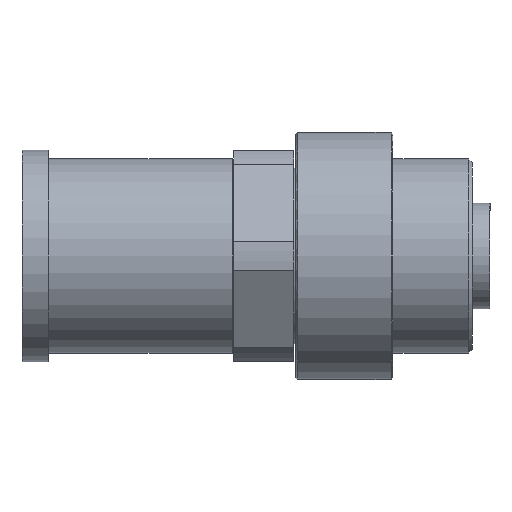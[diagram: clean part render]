
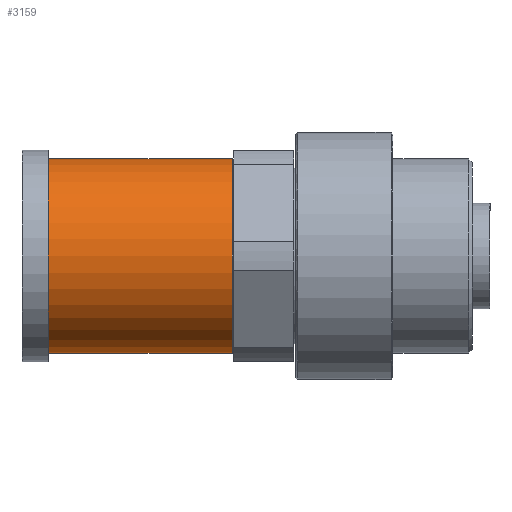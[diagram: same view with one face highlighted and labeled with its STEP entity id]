
A CAD part, left-side view. The second image highlights one B-rep face of the part: STEP entity #3159.
In plain terms, the highlighted cylindrical face has radius 5.5 mm (diameter 11 mm), a partial arc.
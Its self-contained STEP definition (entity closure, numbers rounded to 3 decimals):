
#49=CARTESIAN_POINT('',(0.0,14.6,5.5));
#50=VERTEX_POINT('',#49);
#51=CARTESIAN_POINT('',(0.,20.5,5.5));
#52=VERTEX_POINT('',#51);
#53=CARTESIAN_POINT('',(0.0,14.6,5.5));
#54=DIRECTION('',(0.0,1.0,0.0));
#55=VECTOR('',#54,5.9);
#56=LINE('',#53,#55);
#57=EDGE_CURVE('',#50,#52,#56,.T.);
#59=CARTESIAN_POINT('',(0.,14.6,-5.5));
#60=VERTEX_POINT('',#59);
#68=CARTESIAN_POINT('',(0.,20.5,-5.5));
#69=VERTEX_POINT('',#68);
#70=CARTESIAN_POINT('',(0.,20.5,-5.5));
#71=DIRECTION('',(0.0,-1.0,0.0));
#72=VECTOR('',#71,5.9);
#73=LINE('',#70,#72);
#74=EDGE_CURVE('',#69,#60,#73,.T.);
#100=CARTESIAN_POINT('',(0.,25.0,-5.5));
#101=VERTEX_POINT('',#100);
#102=CARTESIAN_POINT('',(0.,25.0,-5.5));
#103=DIRECTION('',(0.0,-1.0,0.0));
#104=VECTOR('',#103,4.5);
#105=LINE('',#102,#104);
#106=EDGE_CURVE('',#101,#69,#105,.T.);
#132=CARTESIAN_POINT('',(0.,25.0,5.5));
#133=VERTEX_POINT('',#132);
#134=CARTESIAN_POINT('',(0.,20.5,5.5));
#135=DIRECTION('',(0.0,1.0,0.0));
#136=VECTOR('',#135,4.5);
#137=LINE('',#134,#136);
#138=EDGE_CURVE('',#52,#133,#137,.T.);
#2801=CARTESIAN_POINT('',(0.0,25.0,0.));
#2802=DIRECTION('',(0.0,1.0,0.0));
#2803=DIRECTION('',(0.0,0.0,1.0));
#2804=AXIS2_PLACEMENT_3D('',#2801,#2802,#2803);
#2805=CIRCLE('',#2804,5.5);
#2806=EDGE_CURVE('',#101,#133,#2805,.T.);
#3132=CARTESIAN_POINT('',(0.0,14.6,0.));
#3133=DIRECTION('',(0.0,1.0,0.0));
#3134=DIRECTION('',(0.0,0.0,1.0));
#3135=AXIS2_PLACEMENT_3D('',#3132,#3133,#3134);
#3136=CIRCLE('',#3135,5.5);
#3137=EDGE_CURVE('',#60,#50,#3136,.T.);
#3146=CARTESIAN_POINT('',(0.0,19.8,0.));
#3147=DIRECTION('',(0.0,1.0,0.));
#3148=DIRECTION('',(0.0,0.0,1.0));
#3149=AXIS2_PLACEMENT_3D('',#3146,#3147,#3148);
#3150=CYLINDRICAL_SURFACE('',#3149,5.5);
#3151=ORIENTED_EDGE('',*,*,#138,.T.);
#3152=ORIENTED_EDGE('',*,*,#2806,.F.);
#3153=ORIENTED_EDGE('',*,*,#106,.T.);
#3154=ORIENTED_EDGE('',*,*,#74,.T.);
#3155=ORIENTED_EDGE('',*,*,#3137,.T.);
#3156=ORIENTED_EDGE('',*,*,#57,.T.);
#3157=EDGE_LOOP('',(#3151,#3152,#3153,#3154,#3155,#3156));
#3158=FACE_OUTER_BOUND('',#3157,.T.);
#3159=ADVANCED_FACE('',(#3158),#3150,.T.);
